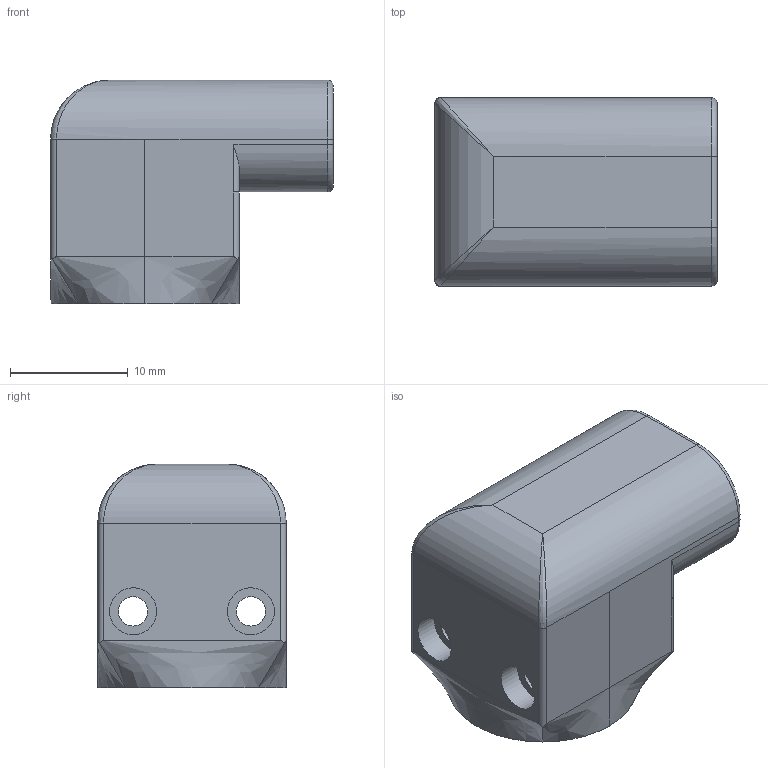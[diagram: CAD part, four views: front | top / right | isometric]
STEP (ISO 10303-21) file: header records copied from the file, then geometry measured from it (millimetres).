
FILE_DESCRIPTION(('FreeCAD Model'),'2;1');
FILE_NAME('Open CASCADE Shape Model','2023-12-15T15:34:58',(''),(''), 'Open CASCADE STEP processor 7.6','FreeCAD','Unknown');
FILE_SCHEMA(('AUTOMOTIVE_DESIGN { 1 0 10303 214 1 1 1 1 }'));
Length unit declared in the file: millimetre
Products named in the file (3): brakes_plug_cover; Top; Bottom
Assembly tree (2 placements, depth 2):
  brakes_plug_cover
    Top
    Bottom
Bounding box: 24 x 16 x 19 mm (x, y, z)
Volume: 4091.1 mm3; surface area: 3442.3 mm2
Topology: 2 solids, 2 shells, 119 faces, 312 edges, 197 vertices
Faces by surface type: plane 71, cylinder 27, bspline 11, torus 7, cone 3
Full cylindrical faces by diameter (mm): 2.5 x4, 4 x2
Entity records: 8685 total; most frequent: CARTESIAN_POINT 2504, DIRECTION 1120, LINE 713, VECTOR 713, ORIENTED_EDGE 616, PCURVE 616, DEFINITIONAL_REPRESENTATION 616, EDGE_CURVE 308
